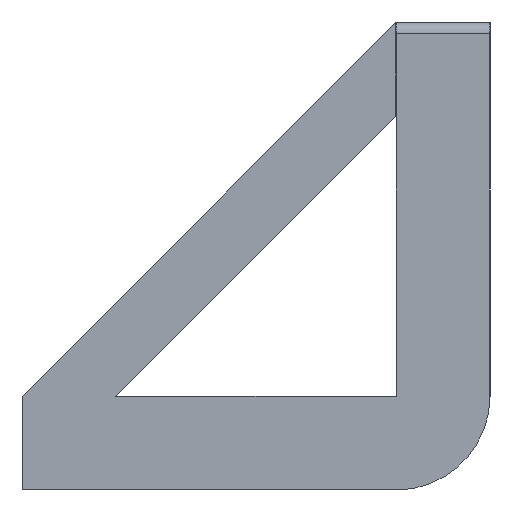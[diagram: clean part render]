
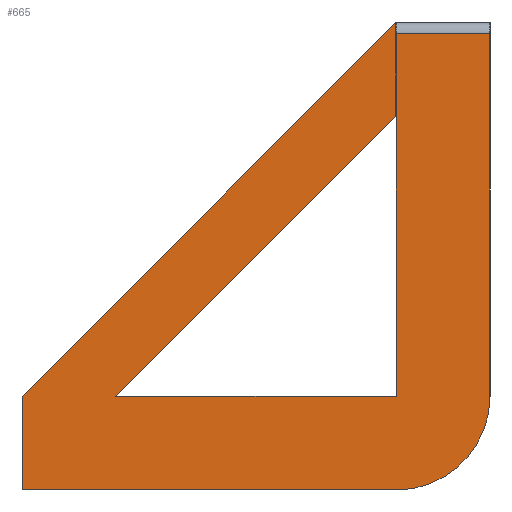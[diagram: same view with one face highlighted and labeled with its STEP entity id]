
A CAD part, left-side view. The second image highlights one B-rep face of the part: STEP entity #665.
In plain terms, the highlighted planar face has unit normal (-1, 0, 0).
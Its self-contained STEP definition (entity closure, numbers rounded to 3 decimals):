
#63=CIRCLE('',#728,2.);
#100=FACE_OUTER_BOUND('',#138,.T.);
#138=EDGE_LOOP('',(#595,#596,#597,#598,#599,#600,#601,#602,#603,#604));
#143=LINE('',#947,#205);
#147=LINE('',#955,#209);
#150=LINE('',#961,#212);
#154=LINE('',#969,#216);
#174=LINE('',#1029,#236);
#183=LINE('',#1077,#245);
#189=LINE('',#1095,#251);
#203=LINE('',#1130,#265);
#204=LINE('',#1132,#266);
#205=VECTOR('',#751,10.);
#209=VECTOR('',#757,10.);
#212=VECTOR('',#762,10.);
#216=VECTOR('',#770,10.);
#236=VECTOR('',#822,10.);
#245=VECTOR('',#879,10.);
#251=VECTOR('',#897,10.);
#265=VECTOR('',#937,10.);
#266=VECTOR('',#940,10.);
#267=VERTEX_POINT('',#945);
#268=VERTEX_POINT('',#946);
#271=VERTEX_POINT('',#954);
#273=VERTEX_POINT('',#960);
#275=VERTEX_POINT('',#968);
#299=VERTEX_POINT('',#1028);
#314=VERTEX_POINT('',#1076);
#315=VERTEX_POINT('',#1080);
#316=VERTEX_POINT('',#1081);
#320=VERTEX_POINT('',#1094);
#329=EDGE_CURVE('',#267,#268,#143,.T.);
#333=EDGE_CURVE('',#268,#271,#147,.T.);
#336=EDGE_CURVE('',#271,#273,#150,.T.);
#340=EDGE_CURVE('',#273,#275,#154,.T.);
#370=EDGE_CURVE('',#275,#299,#174,.T.);
#395=EDGE_CURVE('',#299,#314,#183,.T.);
#397=EDGE_CURVE('',#315,#316,#63,.T.);
#404=EDGE_CURVE('',#316,#320,#189,.T.);
#422=EDGE_CURVE('',#267,#320,#203,.T.);
#423=EDGE_CURVE('',#314,#315,#204,.T.);
#595=ORIENTED_EDGE('',*,*,#395,.F.);
#596=ORIENTED_EDGE('',*,*,#370,.F.);
#597=ORIENTED_EDGE('',*,*,#340,.F.);
#598=ORIENTED_EDGE('',*,*,#336,.F.);
#599=ORIENTED_EDGE('',*,*,#333,.F.);
#600=ORIENTED_EDGE('',*,*,#329,.F.);
#601=ORIENTED_EDGE('',*,*,#422,.T.);
#602=ORIENTED_EDGE('',*,*,#404,.F.);
#603=ORIENTED_EDGE('',*,*,#397,.F.);
#604=ORIENTED_EDGE('',*,*,#423,.F.);
#632=PLANE('',#745);
#665=ADVANCED_FACE('',(#100),#632,.T.);
#728=AXIS2_PLACEMENT_3D('',#1082,#884,#885);
#745=AXIS2_PLACEMENT_3D('',#1131,#938,#939);
#751=DIRECTION('',(0.,-0.707,0.707));
#757=DIRECTION('',(0.,0.,-1.));
#762=DIRECTION('',(0.,0.707,-0.707));
#770=DIRECTION('',(0.,-1.,0.));
#822=DIRECTION('',(0.,0.,1.));
#879=DIRECTION('',(0.,-1.,0.));
#884=DIRECTION('center_axis',(1.,0.,0.));
#885=DIRECTION('ref_axis',(0.,-0.707,-0.707));
#897=DIRECTION('',(0.,1.,0.));
#937=DIRECTION('',(0.,0.,-1.));
#938=DIRECTION('center_axis',(-1.,0.,0.));
#939=DIRECTION('ref_axis',(0.,0.,1.));
#940=DIRECTION('',(0.,0.,-1.));
#945=CARTESIAN_POINT('',(0.,10.,0.));
#946=CARTESIAN_POINT('',(0.,2.014,7.986));
#947=CARTESIAN_POINT('',(0.,10.,0.));
#954=CARTESIAN_POINT('',(0.,2.014,5.986));
#955=CARTESIAN_POINT('',(0.,2.014,7.986));
#960=CARTESIAN_POINT('',(0.,8.,0.));
#961=CARTESIAN_POINT('',(0.,2.014,5.986));
#968=CARTESIAN_POINT('',(0.,2.,0.));
#969=CARTESIAN_POINT('',(0.,10.,0.));
#1028=CARTESIAN_POINT('',(0.,2.,7.75));
#1029=CARTESIAN_POINT('',(0.,2.,8.));
#1076=CARTESIAN_POINT('',(0.,0.,7.75));
#1077=CARTESIAN_POINT('',(0.,0.,7.75));
#1080=CARTESIAN_POINT('',(0.,0.,0.));
#1081=CARTESIAN_POINT('',(0.,2.,-2.));
#1082=CARTESIAN_POINT('Origin',(0.,2.,0.));
#1094=CARTESIAN_POINT('',(0.,10.,-2.));
#1095=CARTESIAN_POINT('',(0.,10.,-2.));
#1130=CARTESIAN_POINT('',(0.,10.,0.));
#1131=CARTESIAN_POINT('Origin',(0.,0.,0.));
#1132=CARTESIAN_POINT('',(0.,0.,0.));
